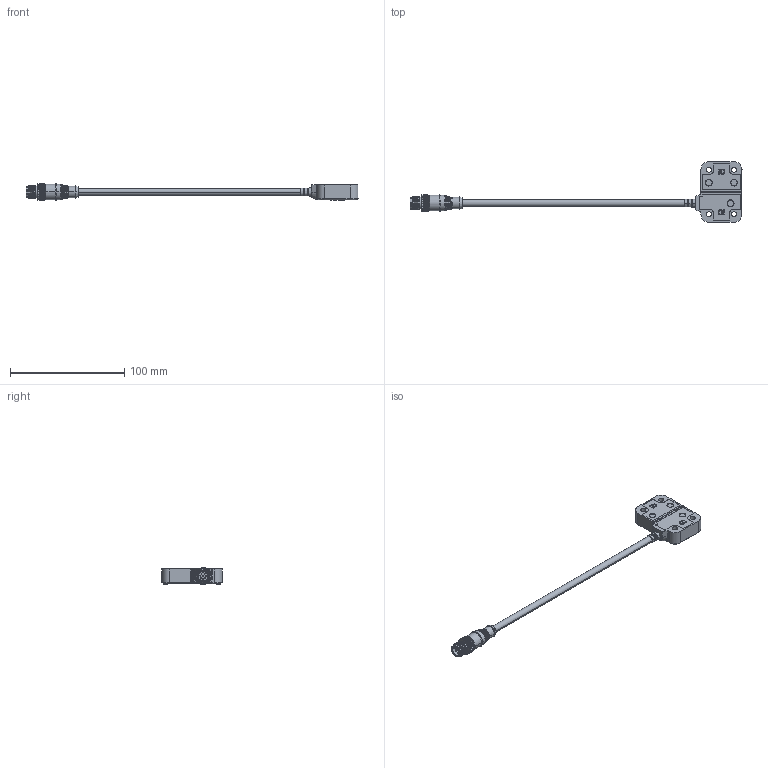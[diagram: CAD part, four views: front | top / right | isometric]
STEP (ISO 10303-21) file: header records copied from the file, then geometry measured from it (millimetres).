
FILE_DESCRIPTION (( 'STEP AP214' ), '1' );
FILE_NAME ('MPR-114016.step', '2017-09-27T16:42:59', ( '' ), ( '' ), 'SwSTEP 2.0', 'SolidWorks 2017', '' );
FILE_SCHEMA (( 'AUTOMOTIVE_DESIGN' ));
Length unit declared in the file: inch
Products named in the file (3): MPR-114016_1; MPR-114016; MPR-114016_2
Assembly tree (2 placements, depth 2):
  MPR-114016
    MPR-114016_1
    MPR-114016_2
Bounding box: 291 x 53 x 14.69 mm (x, y, z)
Volume: 23605 mm3; surface area: 23845.5 mm2
Topology: 10 solids, 10 shells, 1476 faces, 3869 edges, 2444 vertices
Faces by surface type: plane 650, cylinder 441, bspline 308, cone 77
Entity records: 55131 total; most frequent: CARTESIAN_POINT 20787, ORIENTED_EDGE 7642, DIRECTION 6423, EDGE_CURVE 3821, VERTEX_POINT 2444, AXIS2_PLACEMENT_3D 2215, LINE 1993, VECTOR 1993
